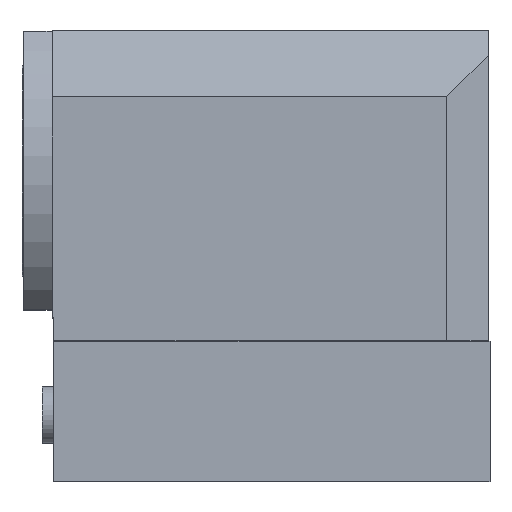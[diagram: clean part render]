
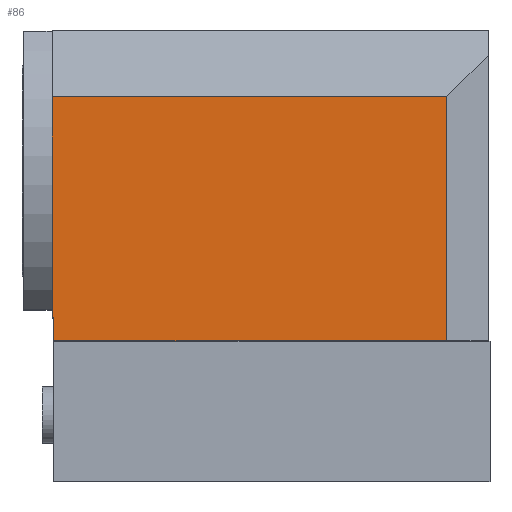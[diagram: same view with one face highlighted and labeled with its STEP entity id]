
A CAD part, top view. The second image highlights one B-rep face of the part: STEP entity #86.
In plain terms, the highlighted planar face has unit normal (0, 0, 1).
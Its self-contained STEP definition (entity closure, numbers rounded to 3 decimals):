
#54=FACE_OUTER_BOUND('',#167,.T.);
#86=ADVANCED_FACE('',(#54),#119,.F.);
#119=PLANE('',#684);
#167=EDGE_LOOP('',(#286,#287,#288,#289,#290,#291));
#286=ORIENTED_EDGE('',*,*,#455,.T.);
#287=ORIENTED_EDGE('',*,*,#483,.T.);
#288=ORIENTED_EDGE('',*,*,#484,.T.);
#289=ORIENTED_EDGE('',*,*,#469,.T.);
#290=ORIENTED_EDGE('',*,*,#482,.F.);
#291=ORIENTED_EDGE('',*,*,#485,.T.);
#394=VERTEX_POINT('',#945);
#396=VERTEX_POINT('',#948);
#406=VERTEX_POINT('',#970);
#409=VERTEX_POINT('',#976);
#416=VERTEX_POINT('',#1000);
#417=VERTEX_POINT('',#1004);
#455=EDGE_CURVE('',#396,#394,#525,.T.);
#469=EDGE_CURVE('',#406,#409,#539,.T.);
#482=EDGE_CURVE('',#416,#409,#552,.T.);
#483=EDGE_CURVE('',#394,#417,#553,.T.);
#484=EDGE_CURVE('',#417,#406,#554,.T.);
#485=EDGE_CURVE('',#416,#396,#555,.T.);
#525=LINE('',#947,#585);
#539=LINE('',#977,#599);
#552=LINE('',#1001,#612);
#553=LINE('',#1003,#613);
#554=LINE('',#1005,#614);
#555=LINE('',#1006,#615);
#585=VECTOR('',#770,1.);
#599=VECTOR('',#788,1.);
#612=VECTOR('',#809,1.);
#613=VECTOR('',#812,1.);
#614=VECTOR('',#813,1.);
#615=VECTOR('',#814,1.);
#684=AXIS2_PLACEMENT_3D('',#1007,#815,#816);
#770=DIRECTION('',(0.,-1.,0.));
#788=DIRECTION('',(1.,0.,0.));
#809=DIRECTION('',(0.,-1.,0.));
#812=DIRECTION('',(1.,0.,0.));
#813=DIRECTION('',(0.,-1.,0.));
#814=DIRECTION('',(-1.,0.,0.));
#815=DIRECTION('',(0.,0.,-1.));
#816=DIRECTION('',(1.,0.,0.));
#945=CARTESIAN_POINT('',(-131.,49.,92.35));
#947=CARTESIAN_POINT('',(-131.,135.,92.35));
#948=CARTESIAN_POINT('',(-131.,115.,92.35));
#970=CARTESIAN_POINT('',(-130.5,42.,92.35));
#976=CARTESIAN_POINT('',(-13.,42.,92.35));
#977=CARTESIAN_POINT('',(-131.,42.,92.35));
#1000=CARTESIAN_POINT('',(-13.,115.,92.35));
#1001=CARTESIAN_POINT('',(-13.,135.,92.35));
#1003=CARTESIAN_POINT('',(-130.5,49.,92.35));
#1004=CARTESIAN_POINT('',(-130.5,49.,92.35));
#1005=CARTESIAN_POINT('',(-130.5,49.,92.35));
#1006=CARTESIAN_POINT('',(-131.,115.,92.35));
#1007=CARTESIAN_POINT('',(-131.,135.,92.35));
